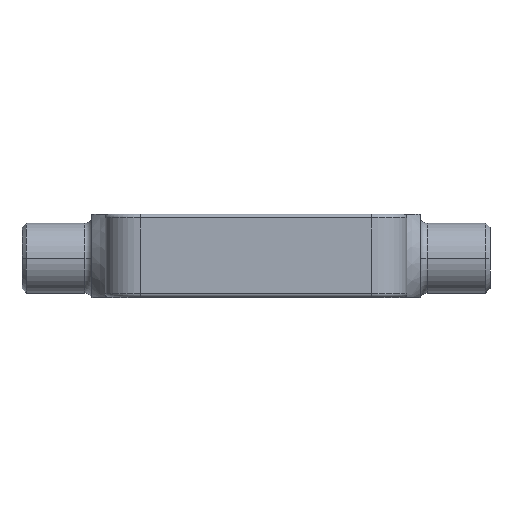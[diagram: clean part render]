
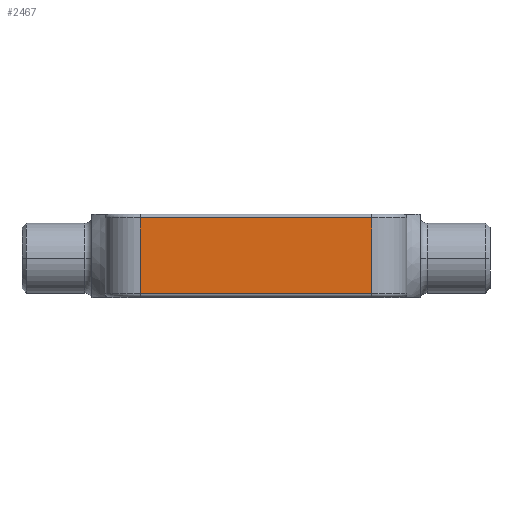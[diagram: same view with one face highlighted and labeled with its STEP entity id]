
A CAD part, top view. The second image highlights one B-rep face of the part: STEP entity #2467.
In plain terms, the highlighted planar face has unit normal (0, 0, 1).
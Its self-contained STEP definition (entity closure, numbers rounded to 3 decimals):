
#2 = ORIENTED_EDGE ( 'NONE', *, *, #20, .T. ) ;
#4 = LINE ( 'NONE', #846, #240 ) ;
#20 = EDGE_CURVE ( 'NONE', #2486, #205, #4, .T. ) ;
#183 = VECTOR ( 'NONE', #249, 1000. ) ;
#197 = DIRECTION ( 'NONE',  ( -1., 0., 0. ) ) ;
#205 = VERTEX_POINT ( 'NONE', #2449 ) ;
#235 = LINE ( 'NONE', #2401, #183 ) ;
#240 = VECTOR ( 'NONE', #197, 1000. ) ;
#249 = DIRECTION ( 'NONE',  ( 1., 0., 0. ) ) ;
#300 = AXIS2_PLACEMENT_3D ( 'NONE', #1956, #408, #1780 ) ;
#333 = CARTESIAN_POINT ( 'NONE',  ( -26.5, 19., 34.5 ) ) ;
#376 = ORIENTED_EDGE ( 'NONE', *, *, #989, .F. ) ;
#408 = DIRECTION ( 'NONE',  ( 0., 0., -1. ) ) ;
#425 = EDGE_CURVE ( 'NONE', #205, #563, #1129, .T. ) ;
#563 = VERTEX_POINT ( 'NONE', #2062 ) ;
#565 = VERTEX_POINT ( 'NONE', #718 ) ;
#601 = FACE_OUTER_BOUND ( 'NONE', #1379, .T. ) ;
#605 = VECTOR ( 'NONE', #859, 1000. ) ;
#718 = CARTESIAN_POINT ( 'NONE',  ( 26.5, 0.85, 34.5 ) ) ;
#744 = ORIENTED_EDGE ( 'NONE', *, *, #1185, .T. ) ;
#846 = CARTESIAN_POINT ( 'NONE',  ( -26.5, 18.15, 34.5 ) ) ;
#859 = DIRECTION ( 'NONE',  ( 0., -1., 0. ) ) ;
#989 = EDGE_CURVE ( 'NONE', #2486, #565, #1239, .T. ) ;
#1129 = LINE ( 'NONE', #333, #1592 ) ;
#1185 = EDGE_CURVE ( 'NONE', #563, #565, #235, .T. ) ;
#1239 = LINE ( 'NONE', #1641, #605 ) ;
#1379 = EDGE_LOOP ( 'NONE', ( #376, #2, #1609, #744 ) ) ;
#1381 = PLANE ( 'NONE',  #300 ) ;
#1592 = VECTOR ( 'NONE', #1886, 1000. ) ;
#1609 = ORIENTED_EDGE ( 'NONE', *, *, #425, .T. ) ;
#1641 = CARTESIAN_POINT ( 'NONE',  ( 26.5, 19., 34.5 ) ) ;
#1780 = DIRECTION ( 'NONE',  ( -1., 0., 0. ) ) ;
#1886 = DIRECTION ( 'NONE',  ( 0., -1., 0. ) ) ;
#1956 = CARTESIAN_POINT ( 'NONE',  ( -26.5, 19., 34.5 ) ) ;
#2062 = CARTESIAN_POINT ( 'NONE',  ( -26.5, 0.85, 34.5 ) ) ;
#2365 = CARTESIAN_POINT ( 'NONE',  ( 26.5, 18.15, 34.5 ) ) ;
#2401 = CARTESIAN_POINT ( 'NONE',  ( -26.5, 0.85, 34.5 ) ) ;
#2449 = CARTESIAN_POINT ( 'NONE',  ( -26.5, 18.15, 34.5 ) ) ;
#2467 = ADVANCED_FACE ( 'NONE', ( #601 ), #1381, .F. ) ;
#2486 = VERTEX_POINT ( 'NONE', #2365 ) ;
